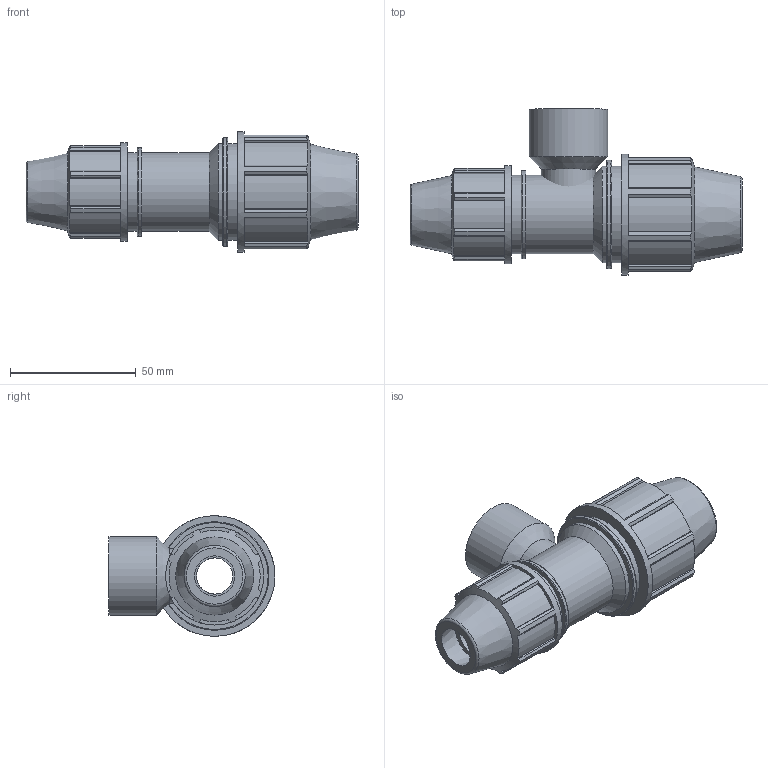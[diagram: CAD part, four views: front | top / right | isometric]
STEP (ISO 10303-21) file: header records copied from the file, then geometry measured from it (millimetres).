
FILE_DESCRIPTION(/* description */ ('PLASSON REDUCING TEE FEMALE 20-3/4"-16'),/* implementation_level */ '2;1');
FILE_NAME(/* name */ '0714S0020016__0714S60200160A.ipt.stp',/* time_stamp */ '2017-06-08T04:07:46+03:00',/* author */ ('KIM'),/* organization */ (''),/* preprocessor_version */ 'ST-DEVELOPER v15.6',/* originating_system */ 'Autodesk Inventor 2015',/* authorisation */ '');
FILE_SCHEMA (('AUTOMOTIVE_DESIGN { 1 0 10303 214 3 1 1 }'));
Length unit declared in the file: millimetre
Products named in the file (1): 0714S0020016__0714S60200160A
Bounding box: 132 x 66 x 48 mm (x, y, z)
Volume: 114232.3 mm3; surface area: 33903.4 mm2
Topology: 2 solids, 2 shells, 147 faces, 390 edges, 255 vertices
Faces by surface type: plane 96, cylinder 34, cone 11, torus 6
Full cylindrical faces by diameter (mm): 14.4 x3, 16 x1, 20 x1, 21.635 x1, 24.117 x1, 31.2 x2, 31.352 x1, 35.1 x1, 38.4 x2, 39 x1, 43.2 x1, 48 x1
Entity records: 4510 total; most frequent: CARTESIAN_POINT 876, DIRECTION 718, ORIENTED_EDGE 692, EDGE_CURVE 346, AXIS2_PLACEMENT_3D 261, VERTEX_POINT 245, LINE 196, VECTOR 196
